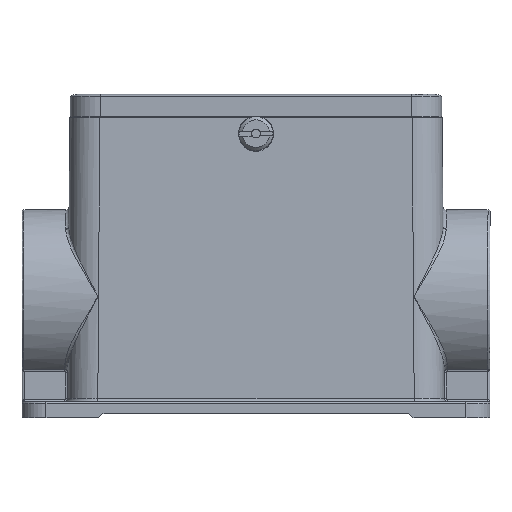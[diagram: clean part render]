
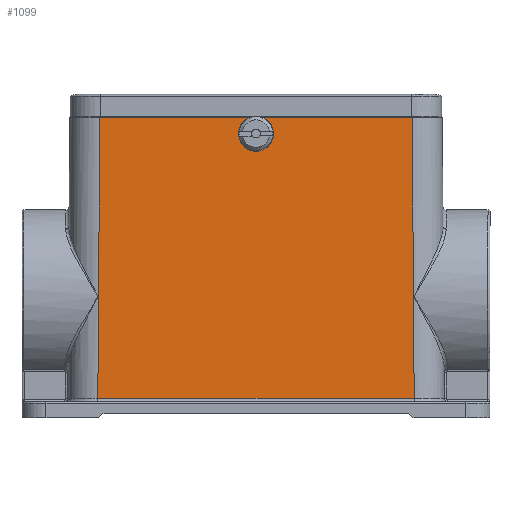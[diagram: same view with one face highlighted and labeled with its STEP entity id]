
A CAD part, front view. The second image highlights one B-rep face of the part: STEP entity #1099.
In plain terms, the highlighted planar face has unit normal (0, -1, 0.011).
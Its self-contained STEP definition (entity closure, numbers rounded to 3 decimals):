
#973=ELLIPSE('',#10010,2.685,2.685);
#974=ELLIPSE('',#10011,4.351,4.35);
#1099=ADVANCED_FACE('',(#1531,#1532),#1412,.T.);
#1412=PLANE('',#10012);
#1531=FACE_BOUND('',#1677,.T.);
#1532=FACE_BOUND('',#1678,.T.);
#1677=EDGE_LOOP('',(#2209,#2210,#2211,#2212));
#1678=EDGE_LOOP('',(#2213,#2214,#2215,#2216));
#2209=ORIENTED_EDGE('',*,*,#4191,.T.);
#2210=ORIENTED_EDGE('',*,*,#4192,.T.);
#2211=ORIENTED_EDGE('',*,*,#4193,.T.);
#2212=ORIENTED_EDGE('',*,*,#4194,.T.);
#2213=ORIENTED_EDGE('',*,*,#4195,.F.);
#2214=ORIENTED_EDGE('',*,*,#4196,.T.);
#2215=ORIENTED_EDGE('',*,*,#4197,.F.);
#2216=ORIENTED_EDGE('',*,*,#4198,.F.);
#3667=VERTEX_POINT('',#14726);
#3668=VERTEX_POINT('',#14727);
#3669=VERTEX_POINT('',#14729);
#3670=VERTEX_POINT('',#14731);
#3671=VERTEX_POINT('',#14734);
#3672=VERTEX_POINT('',#14735);
#3673=VERTEX_POINT('',#14737);
#3674=VERTEX_POINT('',#14739);
#4191=EDGE_CURVE('',#3667,#3668,#7528,.T.);
#4192=EDGE_CURVE('',#3668,#3669,#7529,.T.);
#4193=EDGE_CURVE('',#3669,#3670,#7530,.T.);
#4194=EDGE_CURVE('',#3670,#3667,#7531,.T.);
#4195=EDGE_CURVE('',#3671,#3672,#7532,.T.);
#4196=EDGE_CURVE('',#3671,#3673,#973,.T.);
#4197=EDGE_CURVE('',#3674,#3673,#7533,.T.);
#4198=EDGE_CURVE('',#3672,#3674,#974,.T.);
#7528=LINE('',#14725,#8156);
#7529=LINE('',#14728,#8157);
#7530=LINE('',#14730,#8158);
#7531=LINE('',#14732,#8159);
#7532=LINE('',#14733,#8160);
#7533=LINE('',#14738,#8161);
#8156=VECTOR('',#10957,1.);
#8157=VECTOR('',#10958,1.);
#8158=VECTOR('',#10959,1.);
#8159=VECTOR('',#10960,1.);
#8160=VECTOR('',#10961,1.);
#8161=VECTOR('',#10964,1.);
#10010=AXIS2_PLACEMENT_3D('',#14736,#10962,#10963);
#10011=AXIS2_PLACEMENT_3D('',#14740,#10965,#10966);
#10012=AXIS2_PLACEMENT_3D('',#14741,#10967,#10968);
#10957=DIRECTION('',(-1.,0.,0.));
#10958=DIRECTION('',(-0.007,-0.011,-1.));
#10959=DIRECTION('',(1.,0.,0.));
#10960=DIRECTION('',(-0.007,0.011,1.));
#10961=DIRECTION('',(-1.,0.,0.));
#10962=DIRECTION('',(0.,1.,-0.011));
#10963=DIRECTION('',(0.,-0.011,-1.));
#10964=DIRECTION('',(-1.,0.,0.));
#10965=DIRECTION('',(0.,-1.,0.011));
#10966=DIRECTION('',(0.,-0.011,-1.));
#10967=DIRECTION('',(0.,-1.,0.011));
#10968=DIRECTION('',(0.,-0.011,-1.));
#14725=CARTESIAN_POINT('',(57.,-21.5,5.7));
#14726=CARTESIAN_POINT('',(39.05,-21.5,5.7));
#14727=CARTESIAN_POINT('',(-39.05,-21.5,5.7));
#14728=CARTESIAN_POINT('',(-39.546,-22.292,-64.57));
#14729=CARTESIAN_POINT('',(-39.545,-22.291,-64.459));
#14730=CARTESIAN_POINT('',(39.55,-22.291,-64.459));
#14731=CARTESIAN_POINT('',(39.545,-22.291,-64.459));
#14732=CARTESIAN_POINT('',(39.551,-22.301,-65.373));
#14733=CARTESIAN_POINT('',(57.,-21.545,1.75));
#14734=CARTESIAN_POINT('',(-2.685,-21.545,1.75));
#14735=CARTESIAN_POINT('',(-4.35,-21.545,1.75));
#14736=CARTESIAN_POINT('',(0.,-21.545,1.75));
#14737=CARTESIAN_POINT('',(2.685,-21.545,1.75));
#14738=CARTESIAN_POINT('',(57.,-21.545,1.75));
#14739=CARTESIAN_POINT('',(4.35,-21.545,1.75));
#14740=CARTESIAN_POINT('',(0.,-21.545,1.701));
#14741=CARTESIAN_POINT('',(57.,-22.3,-65.25));
